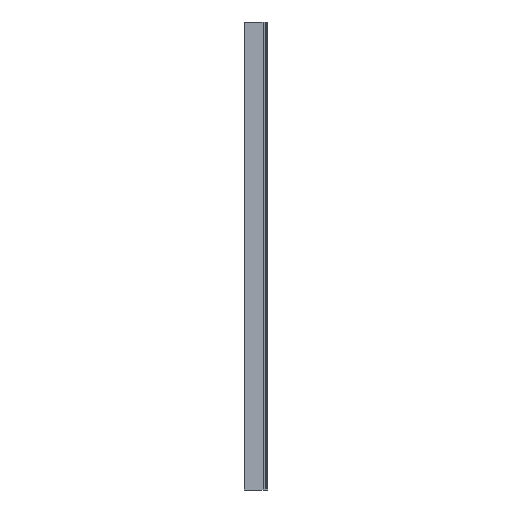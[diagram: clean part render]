
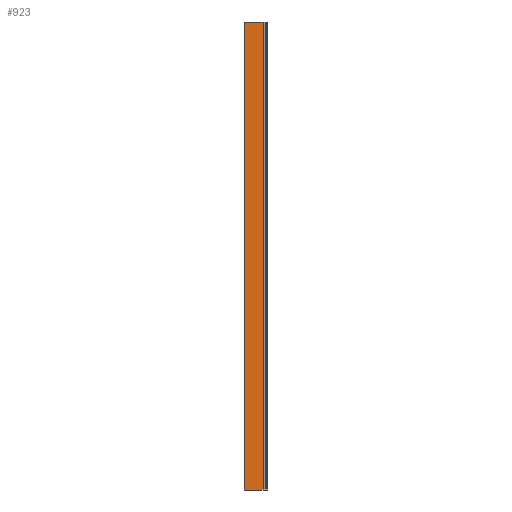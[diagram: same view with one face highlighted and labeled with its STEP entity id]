
A CAD part, left-side view. The second image highlights one B-rep face of the part: STEP entity #923.
In plain terms, the highlighted planar face has unit normal (-1, -0.013, 0).
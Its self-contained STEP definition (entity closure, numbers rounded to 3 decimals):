
#3 = CARTESIAN_POINT ( 'NONE',  ( 2.681, 54.532, 1000. ) ) ;
#35 = CARTESIAN_POINT ( 'NONE',  ( 2.681, 54.532, 0. ) ) ;
#83 = ORIENTED_EDGE ( 'NONE', *, *, #181, .T. ) ;
#122 = VERTEX_POINT ( 'NONE', #3 ) ;
#142 = VERTEX_POINT ( 'NONE', #701 ) ;
#181 = EDGE_CURVE ( 'NONE', #832, #928, #737, .T. ) ;
#197 = CARTESIAN_POINT ( 'NONE',  ( 3.181, 14.502, 0. ) ) ;
#333 = VECTOR ( 'NONE', #1351, 1000. ) ;
#409 = EDGE_CURVE ( 'NONE', #122, #928, #576, .T. ) ;
#415 = CARTESIAN_POINT ( 'NONE',  ( 2.681, 54.532, 0. ) ) ;
#516 = CARTESIAN_POINT ( 'NONE',  ( 2.931, 34.517, 0. ) ) ;
#531 = DIRECTION ( 'NONE',  ( 0.012, -1., 0. ) ) ;
#561 = EDGE_CURVE ( 'NONE', #142, #122, #1224, .T. ) ;
#576 = LINE ( 'NONE', #850, #719 ) ;
#588 = CARTESIAN_POINT ( 'NONE',  ( 3.181, 14.502, 0. ) ) ;
#697 = VECTOR ( 'NONE', #816, 1000. ) ;
#701 = CARTESIAN_POINT ( 'NONE',  ( 2.681, 54.532, 0. ) ) ;
#719 = VECTOR ( 'NONE', #1385, 1000. ) ;
#737 = LINE ( 'NONE', #588, #333 ) ;
#816 = DIRECTION ( 'NONE',  ( 0.012, -1., 0. ) ) ;
#832 = VERTEX_POINT ( 'NONE', #197 ) ;
#845 = EDGE_LOOP ( 'NONE', ( #975, #83, #1120, #1363 ) ) ;
#850 = CARTESIAN_POINT ( 'NONE',  ( 2.681, 54.532, 1000. ) ) ;
#923 = ADVANCED_FACE ( 'NONE', ( #1071 ), #1171, .T. ) ;
#928 = VERTEX_POINT ( 'NONE', #1284 ) ;
#955 = VECTOR ( 'NONE', #1287, 1000. ) ;
#975 = ORIENTED_EDGE ( 'NONE', *, *, #1252, .T. ) ;
#1071 = FACE_OUTER_BOUND ( 'NONE', #845, .T. ) ;
#1120 = ORIENTED_EDGE ( 'NONE', *, *, #409, .F. ) ;
#1171 = PLANE ( 'NONE',  #1246 ) ;
#1224 = LINE ( 'NONE', #415, #955 ) ;
#1246 = AXIS2_PLACEMENT_3D ( 'NONE', #516, #1390, #531 ) ;
#1252 = EDGE_CURVE ( 'NONE', #142, #832, #1404, .T. ) ;
#1284 = CARTESIAN_POINT ( 'NONE',  ( 3.181, 14.502, 1000. ) ) ;
#1287 = DIRECTION ( 'NONE',  ( 0., 0., 1. ) ) ;
#1351 = DIRECTION ( 'NONE',  ( 0., 0., 1. ) ) ;
#1363 = ORIENTED_EDGE ( 'NONE', *, *, #561, .F. ) ;
#1385 = DIRECTION ( 'NONE',  ( 0.012, -1., 0. ) ) ;
#1390 = DIRECTION ( 'NONE',  ( -1., -0.012, 0. ) ) ;
#1404 = LINE ( 'NONE', #35, #697 ) ;
